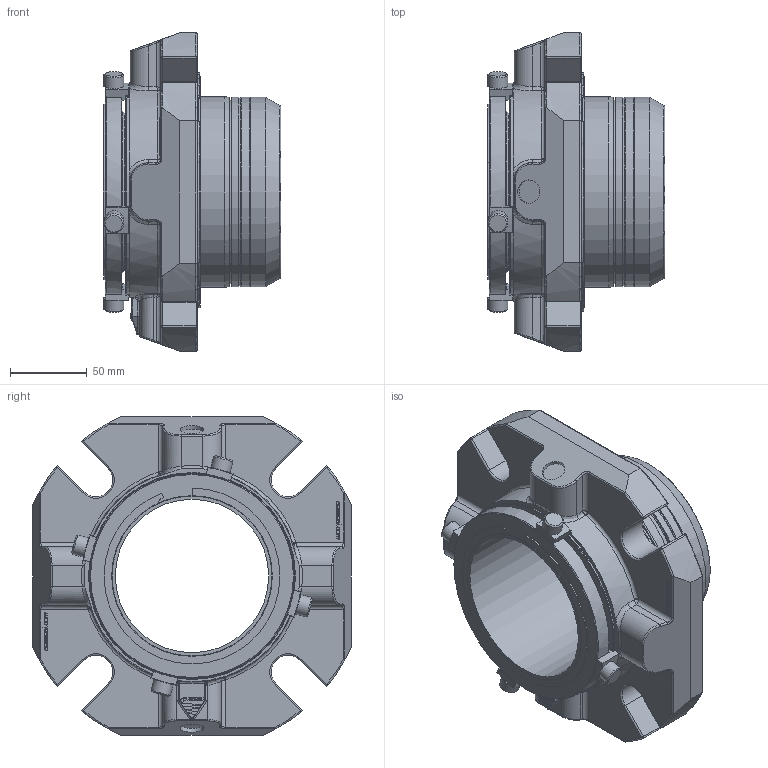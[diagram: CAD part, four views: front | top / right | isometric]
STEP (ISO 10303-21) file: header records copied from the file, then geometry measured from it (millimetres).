
FILE_DESCRIPTION(/* description */ ('Unknown'),/* implementation_level */ '2;1');
FILE_NAME(/* name */ '100mm - STEP',/* time_stamp */ '2023-01-27T11:38:07+00:00',/* author */ ('Unknown'),/* organization */ ('Unknown'),/* preprocessor_version */ 'ST-DEVELOPER v16.7',/* originating_system */ 'Solid Edge',/* authorisation */ 'Unknown');
FILE_SCHEMA (('AUTOMOTIVE_DESIGN {1 0 10303 214 3 1 1}'));
Length unit declared in the file: millimetre
Products named in the file (1): 100mm
Bounding box: 115.93 x 207.52 x 207.52 mm (x, y, z)
Volume: 1172063.9 mm3; surface area: 183812.2 mm2
Topology: 1 solids, 1 shells, 995 faces, 2602 edges, 1610 vertices
Faces by surface type: cylinder 319, plane 276, bspline 231, torus 106, cone 37, sphere 26
Full cylindrical faces by diameter (mm): 2.194 x1, 13 x4, 15.342 x2, 100 x1, 102.946 x1, 104.75 x1, 105.588 x1, 120.142 x2, 122.479 x1, 123.444 x2, 123.85 x1, 124.612 x1, 133.35 x2, 134.874 x1, 144.577 x1, 146.05 x1, 150.012 x1, 150.165 x1, 150.52 x1, 151 x1, 151.181 x1, 151.435 x1
Entity records: 34986 total; most frequent: CARTESIAN_POINT 12342, ORIENTED_EDGE 4962, DIRECTION 4296, EDGE_CURVE 2481, AXIS2_PLACEMENT_3D 1624, VERTEX_POINT 1581, EDGE_LOOP 1114, FACE_BOUND 1114
